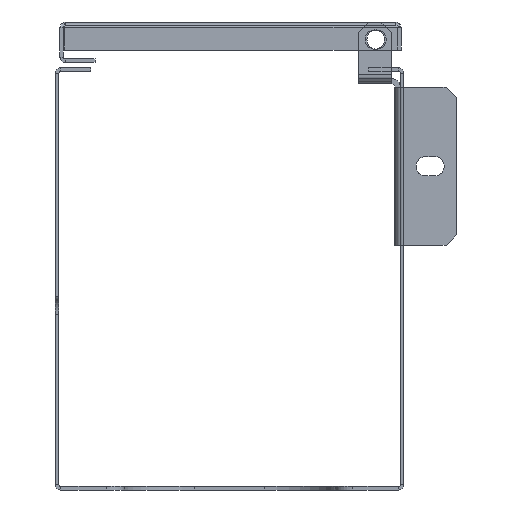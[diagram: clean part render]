
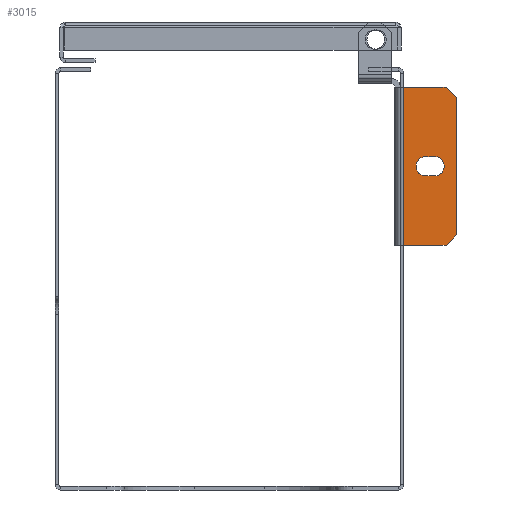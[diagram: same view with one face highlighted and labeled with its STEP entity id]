
A CAD part, front view. The second image highlights one B-rep face of the part: STEP entity #3015.
In plain terms, the highlighted planar face has unit normal (0, -1, 0).
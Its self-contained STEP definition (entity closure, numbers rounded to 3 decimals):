
#177 = CARTESIAN_POINT ( 'NONE',  ( -37.91, -1295.714, 1953.5 ) ) ;
#588 = DIRECTION ( 'NONE',  ( 1., 0., 0. ) ) ;
#593 = VERTEX_POINT ( 'NONE', #7831 ) ;
#1065 = CARTESIAN_POINT ( 'NONE',  ( -32.16, -1295.714, 1976. ) ) ;
#1582 = ORIENTED_EDGE ( 'NONE', *, *, #25391, .F. ) ;
#1735 = CARTESIAN_POINT ( 'NONE',  ( -35.41, -1295.714, 1953.5 ) ) ;
#2193 = FACE_OUTER_BOUND ( 'NONE', #26550, .T. ) ;
#2666 = LINE ( 'NONE', #15345, #31111 ) ;
#2822 = DIRECTION ( 'NONE',  ( 0., 0., 1. ) ) ;
#3015 = ADVANCED_FACE ( 'NONE', ( #11233, #2193 ), #4883, .F. ) ;
#3576 = VECTOR ( 'NONE', #19880, 1000. ) ;
#4456 = DIRECTION ( 'NONE',  ( 0., 0., -1. ) ) ;
#4502 = LINE ( 'NONE', #28034, #32915 ) ;
#4692 = ORIENTED_EDGE ( 'NONE', *, *, #16260, .F. ) ;
#4883 = PLANE ( 'NONE',  #19778 ) ;
#5006 = CARTESIAN_POINT ( 'NONE',  ( -40.66, -1295.714, 1953.5 ) ) ;
#5714 = DIRECTION ( 'NONE',  ( -1., 0., 0. ) ) ;
#7000 = CARTESIAN_POINT ( 'NONE',  ( -32.16, -1295.714, 1931. ) ) ;
#7670 = VERTEX_POINT ( 'NONE', #30133 ) ;
#7831 = CARTESIAN_POINT ( 'NONE',  ( -44.16, -1295.714, 1931. ) ) ;
#8014 = VECTOR ( 'NONE', #2822, 1000. ) ;
#8740 = DIRECTION ( 'NONE',  ( -1., 0., 0. ) ) ;
#9180 = AXIS2_PLACEMENT_3D ( 'NONE', #1735, #21046, #10620 ) ;
#9626 = VECTOR ( 'NONE', #4456, 1000. ) ;
#10212 = VECTOR ( 'NONE', #30333, 1000. ) ;
#10495 = EDGE_LOOP ( 'NONE', ( #31768, #29891, #1582, #4692, #25477 ) ) ;
#10531 = CARTESIAN_POINT ( 'NONE',  ( -32.16, -1295.714, 1976. ) ) ;
#10620 = DIRECTION ( 'NONE',  ( -1., 0., 0. ) ) ;
#11233 = FACE_BOUND ( 'NONE', #10495, .T. ) ;
#11238 = DIRECTION ( 'NONE',  ( 0., -1., 0. ) ) ;
#11331 = EDGE_CURVE ( 'NONE', #17138, #26837, #2666, .T. ) ;
#11472 = LINE ( 'NONE', #12024, #13630 ) ;
#11487 = CARTESIAN_POINT ( 'NONE',  ( -37.91, -1295.714, 1953.5 ) ) ;
#12024 = CARTESIAN_POINT ( 'NONE',  ( -29.16, -1295.714, 1950.75 ) ) ;
#12257 = LINE ( 'NONE', #29368, #9626 ) ;
#12357 = CARTESIAN_POINT ( 'NONE',  ( -44.16, -1295.714, 1976. ) ) ;
#13198 = LINE ( 'NONE', #30761, #8014 ) ;
#13630 = VECTOR ( 'NONE', #588, 1000. ) ;
#13766 = DIRECTION ( 'NONE',  ( -0.707, 0., -0.707 ) ) ;
#15014 = LINE ( 'NONE', #30577, #10212 ) ;
#15345 = CARTESIAN_POINT ( 'NONE',  ( -29.16, -1295.714, 1976. ) ) ;
#15442 = VERTEX_POINT ( 'NONE', #31760 ) ;
#15752 = CIRCLE ( 'NONE', #16253, 2.75 ) ;
#16253 = AXIS2_PLACEMENT_3D ( 'NONE', #11487, #11238, #22344 ) ;
#16260 = EDGE_CURVE ( 'NONE', #16793, #27603, #15752, .T. ) ;
#16793 = VERTEX_POINT ( 'NONE', #5006 ) ;
#17138 = VERTEX_POINT ( 'NONE', #12357 ) ;
#17195 = CARTESIAN_POINT ( 'NONE',  ( -29.16, -1295.714, 1956.25 ) ) ;
#17295 = ORIENTED_EDGE ( 'NONE', *, *, #26151, .F. ) ;
#18169 = CARTESIAN_POINT ( 'NONE',  ( -37.91, -1295.714, 1950.75 ) ) ;
#19444 = EDGE_CURVE ( 'NONE', #32853, #16793, #27414, .T. ) ;
#19472 = DIRECTION ( 'NONE',  ( 0., 1., 0. ) ) ;
#19703 = ORIENTED_EDGE ( 'NONE', *, *, #11331, .F. ) ;
#19778 = AXIS2_PLACEMENT_3D ( 'NONE', #30266, #19472, #35670 ) ;
#19869 = VERTEX_POINT ( 'NONE', #21149 ) ;
#19880 = DIRECTION ( 'NONE',  ( 0.707, 0., -0.707 ) ) ;
#21046 = DIRECTION ( 'NONE',  ( 0., -1., 0. ) ) ;
#21149 = CARTESIAN_POINT ( 'NONE',  ( -29.16, -1295.714, 1934. ) ) ;
#21582 = CARTESIAN_POINT ( 'NONE',  ( -29.16, -1295.714, 1973. ) ) ;
#21749 = ORIENTED_EDGE ( 'NONE', *, *, #26300, .F. ) ;
#22124 = DIRECTION ( 'NONE',  ( 0., -1., 0. ) ) ;
#22127 = AXIS2_PLACEMENT_3D ( 'NONE', #177, #22124, #5714 ) ;
#22344 = DIRECTION ( 'NONE',  ( -1., 0., 0. ) ) ;
#22541 = CIRCLE ( 'NONE', #9180, 2.75 ) ;
#25391 = EDGE_CURVE ( 'NONE', #27603, #15442, #11472, .T. ) ;
#25477 = ORIENTED_EDGE ( 'NONE', *, *, #19444, .F. ) ;
#25762 = LINE ( 'NONE', #17195, #31362 ) ;
#26151 = EDGE_CURVE ( 'NONE', #30381, #19869, #12257, .T. ) ;
#26300 = EDGE_CURVE ( 'NONE', #19869, #29583, #4502, .T. ) ;
#26387 = EDGE_CURVE ( 'NONE', #26837, #30381, #34995, .T. ) ;
#26550 = EDGE_LOOP ( 'NONE', ( #19703, #32376, #33679, #21749, #17295, #32446 ) ) ;
#26837 = VERTEX_POINT ( 'NONE', #10531 ) ;
#27414 = CIRCLE ( 'NONE', #22127, 2.75 ) ;
#27603 = VERTEX_POINT ( 'NONE', #18169 ) ;
#28034 = CARTESIAN_POINT ( 'NONE',  ( -29.16, -1295.714, 1934. ) ) ;
#29368 = CARTESIAN_POINT ( 'NONE',  ( -29.16, -1295.714, 1976. ) ) ;
#29583 = VERTEX_POINT ( 'NONE', #7000 ) ;
#29866 = EDGE_CURVE ( 'NONE', #7670, #32853, #25762, .T. ) ;
#29891 = ORIENTED_EDGE ( 'NONE', *, *, #32384, .F. ) ;
#30133 = CARTESIAN_POINT ( 'NONE',  ( -35.41, -1295.714, 1956.25 ) ) ;
#30266 = CARTESIAN_POINT ( 'NONE',  ( -29.16, -1295.714, 1976. ) ) ;
#30333 = DIRECTION ( 'NONE',  ( -1., 0., 0. ) ) ;
#30381 = VERTEX_POINT ( 'NONE', #21582 ) ;
#30577 = CARTESIAN_POINT ( 'NONE',  ( -29.16, -1295.714, 1931. ) ) ;
#30761 = CARTESIAN_POINT ( 'NONE',  ( -44.16, -1295.714, 1931. ) ) ;
#31106 = EDGE_CURVE ( 'NONE', #593, #17138, #13198, .T. ) ;
#31111 = VECTOR ( 'NONE', #31918, 1000. ) ;
#31362 = VECTOR ( 'NONE', #8740, 1000. ) ;
#31760 = CARTESIAN_POINT ( 'NONE',  ( -35.41, -1295.714, 1950.75 ) ) ;
#31768 = ORIENTED_EDGE ( 'NONE', *, *, #29866, .F. ) ;
#31918 = DIRECTION ( 'NONE',  ( 1., 0., 0. ) ) ;
#32376 = ORIENTED_EDGE ( 'NONE', *, *, #31106, .F. ) ;
#32384 = EDGE_CURVE ( 'NONE', #15442, #7670, #22541, .T. ) ;
#32446 = ORIENTED_EDGE ( 'NONE', *, *, #26387, .F. ) ;
#32853 = VERTEX_POINT ( 'NONE', #35356 ) ;
#32915 = VECTOR ( 'NONE', #13766, 1000. ) ;
#33679 = ORIENTED_EDGE ( 'NONE', *, *, #35246, .F. ) ;
#34995 = LINE ( 'NONE', #1065, #3576 ) ;
#35246 = EDGE_CURVE ( 'NONE', #29583, #593, #15014, .T. ) ;
#35356 = CARTESIAN_POINT ( 'NONE',  ( -37.91, -1295.714, 1956.25 ) ) ;
#35670 = DIRECTION ( 'NONE',  ( -1., 0., 0. ) ) ;
